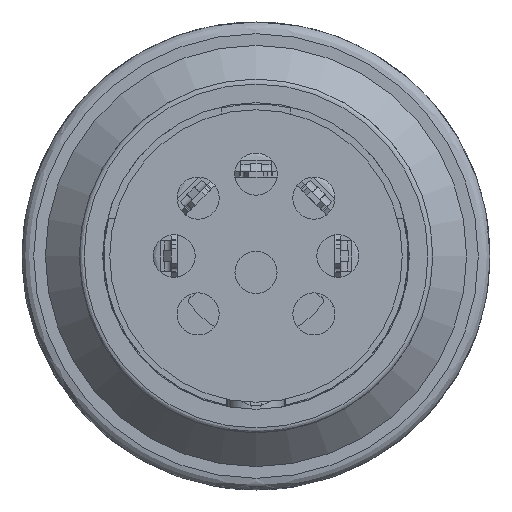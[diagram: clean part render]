
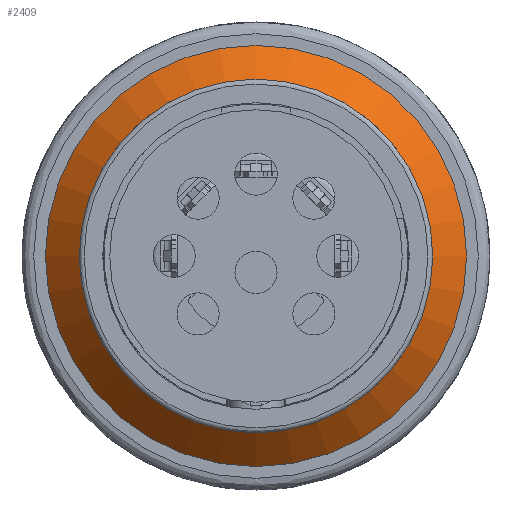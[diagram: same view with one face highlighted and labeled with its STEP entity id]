
A CAD part, left-side view. The second image highlights one B-rep face of the part: STEP entity #2409.
In plain terms, the highlighted conical face has half-angle 45 degrees and reference radius 7.55 mm.
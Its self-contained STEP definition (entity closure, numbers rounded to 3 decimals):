
#1503=CONICAL_SURFACE('',#11201,7.55,45.);
#1780=FACE_BOUND('',#3692,.T.);
#1781=FACE_BOUND('',#3693,.T.);
#2409=ADVANCED_FACE('',(#1780,#1781),#1503,.T.);
#3692=EDGE_LOOP('',(#6557));
#3693=EDGE_LOOP('',(#6558));
#3955=CIRCLE('',#11198,7.55);
#3956=CIRCLE('',#11200,9.);
#6557=ORIENTED_EDGE('',*,*,#8785,.T.);
#6558=ORIENTED_EDGE('',*,*,#8786,.F.);
#7468=VERTEX_POINT('',#19259);
#7469=VERTEX_POINT('',#19262);
#8785=EDGE_CURVE('',#7468,#7468,#3955,.T.);
#8786=EDGE_CURVE('',#7469,#7469,#3956,.T.);
#11198=AXIS2_PLACEMENT_3D('',#19258,#13443,#13444);
#11200=AXIS2_PLACEMENT_3D('',#19261,#13447,#13448);
#11201=AXIS2_PLACEMENT_3D('',#19263,#13449,#13450);
#13443=DIRECTION('',(1.,0.,0.));
#13444=DIRECTION('',(0.,0.,-1.));
#13447=DIRECTION('',(1.,0.,0.));
#13448=DIRECTION('',(0.,0.,-1.));
#13449=DIRECTION('',(1.,0.,0.));
#13450=DIRECTION('',(0.,0.,-1.));
#19258=CARTESIAN_POINT('',(0.95,0.,0.));
#19259=CARTESIAN_POINT('',(0.95,0.,-7.55));
#19261=CARTESIAN_POINT('',(2.4,0.,0.));
#19262=CARTESIAN_POINT('',(2.4,0.,-9.));
#19263=CARTESIAN_POINT('',(0.95,0.,0.));
